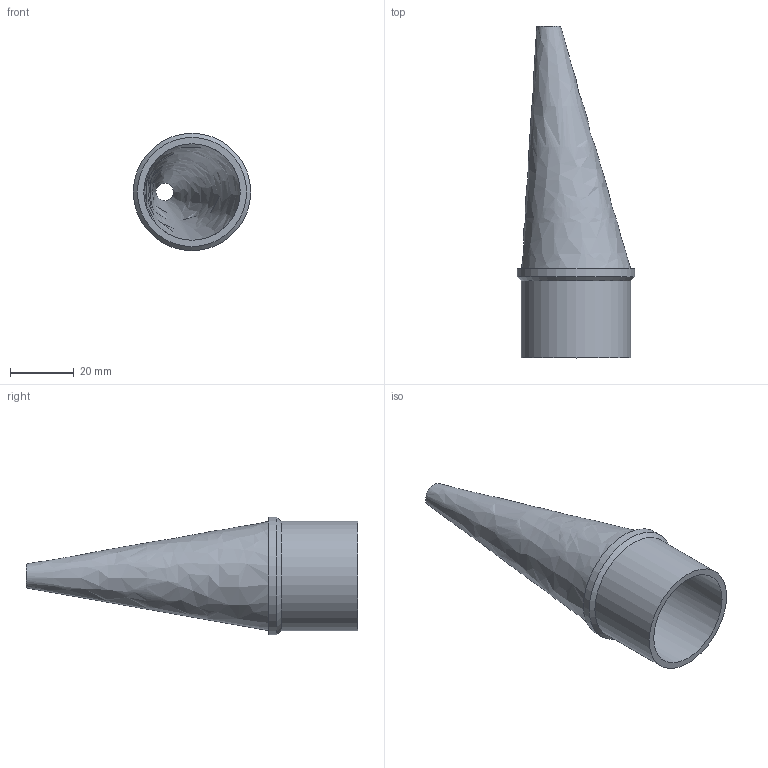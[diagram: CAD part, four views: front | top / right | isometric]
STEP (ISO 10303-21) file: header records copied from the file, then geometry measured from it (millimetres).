
FILE_DESCRIPTION(/* description */ (''),/* implementation_level */ '2;1');
FILE_NAME(/* name */ 'Microsuction.stp',/* time_stamp */ '2025-09-07T06:25:36-04:00',/* author */ ('JoshuaEah'),/* organization */ (''),/* preprocessor_version */ 'ST-DEVELOPER v20.1',/* originating_system */ 'Autodesk Inventor 2026',/* authorisation */ '');
FILE_SCHEMA (('AUTOMOTIVE_DESIGN { 1 0 10303 214 3 1 1 }'));
Length unit declared in the file: inch
Products named in the file (1): Microsuction
Bounding box: 36.83 x 104.14 x 36.83 mm (x, y, z)
Volume: 13596.8 mm3; surface area: 15565 mm2
Topology: 1 solids, 1 shells, 9 faces, 17 edges, 11 vertices
Faces by surface type: plane 3, cylinder 3, bspline 2, cone 1
Full cylindrical faces by diameter (mm): 30.29 x1, 34.29 x1, 36.83 x1
Entity records: 307 total; most frequent: CARTESIAN_POINT 74, DIRECTION 42, ORIENTED_EDGE 34, AXIS2_PLACEMENT_3D 19, EDGE_CURVE 17, EDGE_LOOP 12, CIRCLE 11, VERTEX_POINT 11
